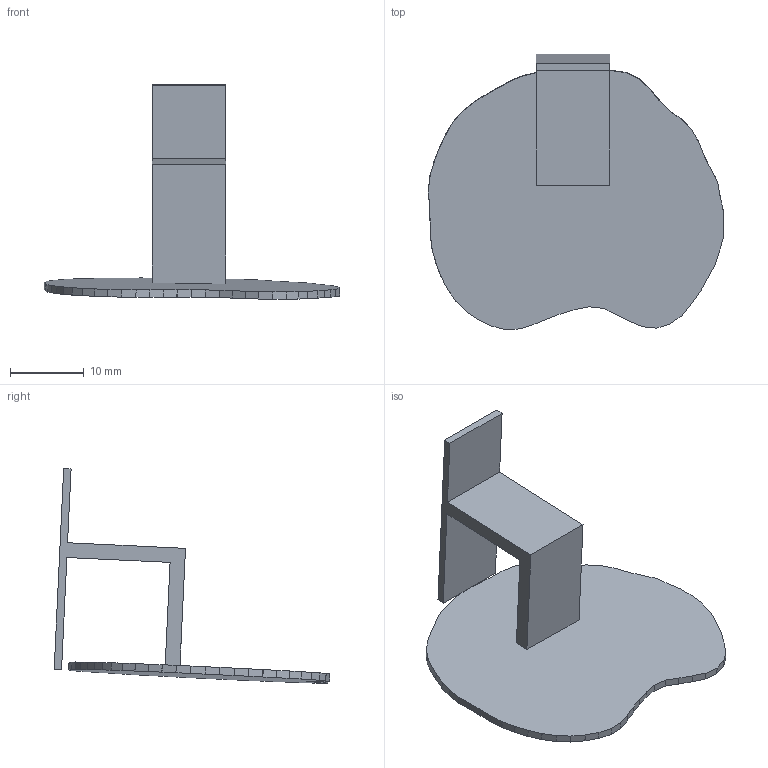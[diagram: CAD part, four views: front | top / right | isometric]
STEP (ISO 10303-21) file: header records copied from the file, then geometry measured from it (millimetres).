
FILE_DESCRIPTION(/* description */ (''),/* implementation_level */ '2;1');
FILE_NAME(/* name */ 'AbdFlex_L2 mount.step',/* time_stamp */ '2024-06-23T23:29:54-04:00',/* author */ (''),/* organization */ (''),/* preprocessor_version */ 'ST-DEVELOPER v20',/* originating_system */ 'Autodesk Translation Framework v13.14.0.145',/* authorisation */ '');
FILE_SCHEMA (('AUTOMOTIVE_DESIGN { 1 0 10303 214 3 1 1 }'));
Length unit declared in the file: millimetre
Products named in the file (1): AbdFlex_L2 mount
Bounding box: 40.05 x 37.35 x 29.08 mm (x, y, z)
Volume: 2017.9 mm3; surface area: 3710.8 mm2
Topology: 1 solids, 1 shells, 131 faces, 384 edges, 256 vertices
Faces by surface type: plane 131
Entity records: 4291 total; most frequent: CARTESIAN_POINT 772, ORIENTED_EDGE 768, DIRECTION 648, LINE 384, VECTOR 384, EDGE_CURVE 384, VERTEX_POINT 256, EDGE_LOOP 132
